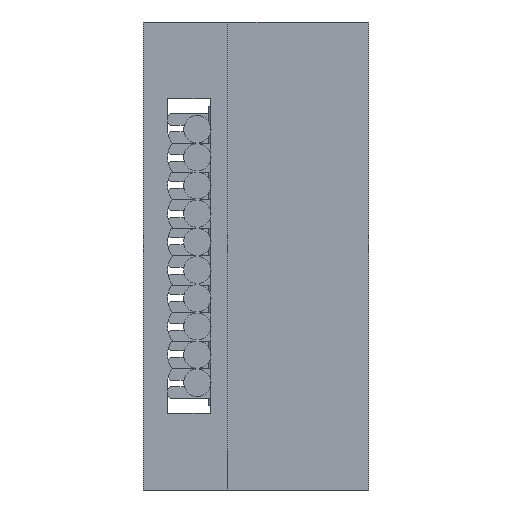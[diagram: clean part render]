
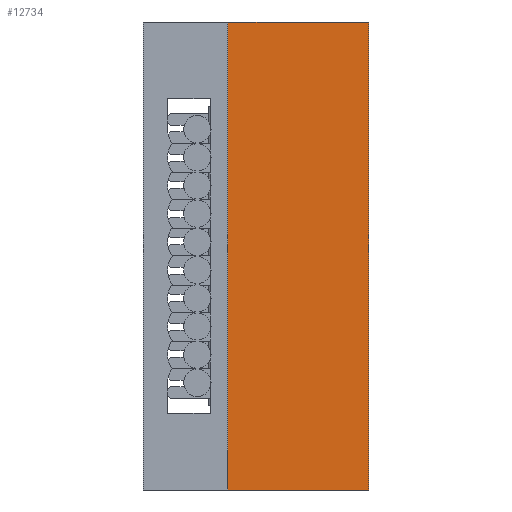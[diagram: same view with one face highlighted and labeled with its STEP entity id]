
A CAD part, left-side view. The second image highlights one B-rep face of the part: STEP entity #12734.
In plain terms, the highlighted face is planar.
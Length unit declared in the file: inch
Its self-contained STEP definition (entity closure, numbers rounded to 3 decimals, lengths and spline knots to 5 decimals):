
#1263=FACE_OUTER_BOUND('',#1945,.T.);
#1945=EDGE_LOOP('',(#11405,#11406,#11407,#11408));
#3239=LINE('',#20131,#4751);
#3297=LINE('',#20241,#4809);
#3446=LINE('',#20519,#4958);
#3447=LINE('',#20521,#4959);
#4751=VECTOR('',#16492,39.37008);
#4809=VECTOR('',#16552,39.37008);
#4958=VECTOR('',#16847,39.37008);
#4959=VECTOR('',#16850,39.37008);
#6100=VERTEX_POINT('',#20128);
#6101=VERTEX_POINT('',#20130);
#6151=VERTEX_POINT('',#20235);
#6152=VERTEX_POINT('',#20239);
#7781=EDGE_CURVE('',#6101,#6100,#3239,.T.);
#7839=EDGE_CURVE('',#6152,#6151,#3297,.T.);
#7988=EDGE_CURVE('',#6151,#6100,#3446,.T.);
#7989=EDGE_CURVE('',#6152,#6101,#3447,.T.);
#11405=ORIENTED_EDGE('',*,*,#7781,.T.);
#11406=ORIENTED_EDGE('',*,*,#7988,.F.);
#11407=ORIENTED_EDGE('',*,*,#7839,.F.);
#11408=ORIENTED_EDGE('',*,*,#7989,.T.);
#12152=PLANE('',#13684);
#12734=ADVANCED_FACE('',(#1263),#12152,.F.);
#13684=AXIS2_PLACEMENT_3D('',#20524,#16855,#16856);
#16492=DIRECTION('',(-1.,0.,0.));
#16552=DIRECTION('',(-1.,0.,0.));
#16847=DIRECTION('',(0.,-1.,0.));
#16850=DIRECTION('',(0.,-1.,0.));
#16855=DIRECTION('center_axis',(0.,0.,1.));
#16856=DIRECTION('ref_axis',(1.,0.,0.));
#20128=CARTESIAN_POINT('',(-0.2075,0.,-0.06));
#20130=CARTESIAN_POINT('',(0.2075,0.,-0.06));
#20131=CARTESIAN_POINT('',(0.2075,0.,-0.06));
#20235=CARTESIAN_POINT('',(-0.2075,0.125,-0.06));
#20239=CARTESIAN_POINT('',(0.2075,0.125,-0.06));
#20241=CARTESIAN_POINT('',(0.2075,0.125,-0.06));
#20519=CARTESIAN_POINT('',(-0.2075,0.125,-0.06));
#20521=CARTESIAN_POINT('',(0.2075,0.125,-0.06));
#20524=CARTESIAN_POINT('Origin',(0.2075,0.125,-0.06));
